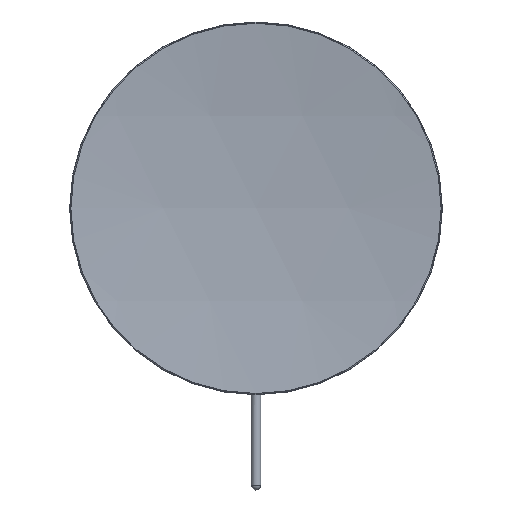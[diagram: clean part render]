
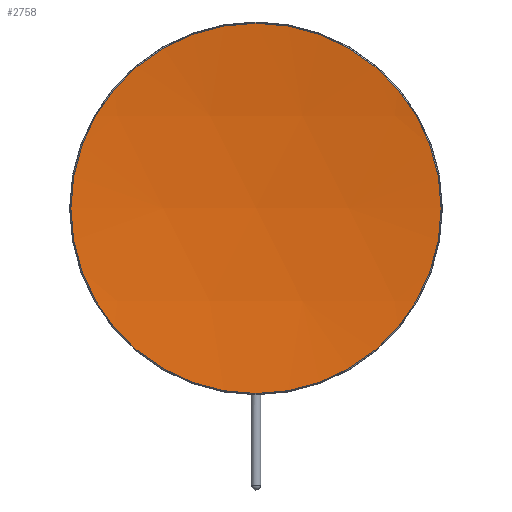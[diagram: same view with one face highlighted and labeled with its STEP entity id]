
A CAD part, front view. The second image highlights one B-rep face of the part: STEP entity #2758.
In plain terms, the highlighted spherical face has radius 800 mm.
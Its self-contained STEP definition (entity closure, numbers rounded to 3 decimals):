
#20=SPHERICAL_SURFACE('',#3188,800.);
#448=CIRCLE('',#3189,99.254);
#882=ORIENTED_EDGE('',*,*,#1425,.F.);
#1425=EDGE_CURVE('',#1730,#1730,#448,.T.);
#1730=VERTEX_POINT('',#12233);
#2166=EDGE_LOOP('',(#882));
#2452=FACE_BOUND('',#2166,.T.);
#2758=ADVANCED_FACE('',(#2452),#20,.F.);
#3188=AXIS2_PLACEMENT_3D('',#12231,#3765,#3766);
#3189=AXIS2_PLACEMENT_3D('',#12232,#3767,#3768);
#3765=DIRECTION('',(1.,0.,0.));
#3766=DIRECTION('',(0.,-1.,0.));
#3767=DIRECTION('',(0.,0.,-1.));
#3768=DIRECTION('',(0.,1.,0.));
#12231=CARTESIAN_POINT('',(0.,-0.01,802.));
#12232=CARTESIAN_POINT('',(0.,0.,8.181));
#12233=CARTESIAN_POINT('',(0.,99.254,8.182));
